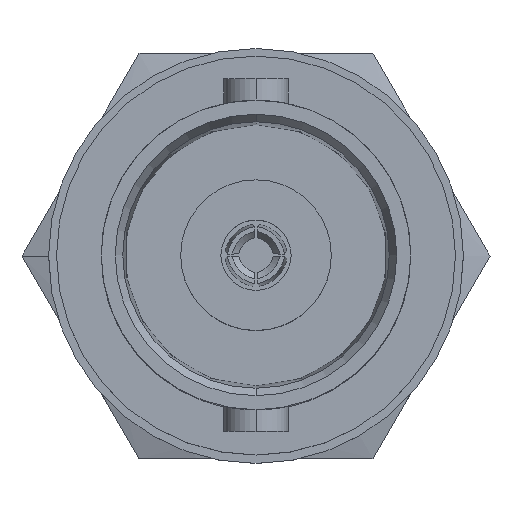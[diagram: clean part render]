
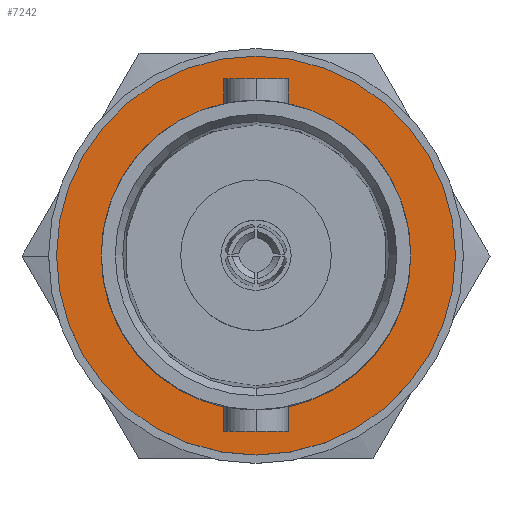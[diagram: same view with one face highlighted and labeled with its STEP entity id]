
A CAD part, top view. The second image highlights one B-rep face of the part: STEP entity #7242.
In plain terms, the highlighted planar face has unit normal (0, 0, 1).
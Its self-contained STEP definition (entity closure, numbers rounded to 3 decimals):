
#237 = EDGE_CURVE ( 'NONE', #10629, #2678, #7033, .T. ) ;
#247 = AXIS2_PLACEMENT_3D ( 'NONE', #11212, #11238, #10053 ) ;
#1300 = CARTESIAN_POINT ( 'NONE',  ( 0., 0., -10.8 ) ) ;
#1337 = CARTESIAN_POINT ( 'NONE',  ( -6.25, 0., -10.8 ) ) ;
#1492 = CARTESIAN_POINT ( 'NONE',  ( 4.85, 0., -10.8 ) ) ;
#2203 = AXIS2_PLACEMENT_3D ( 'NONE', #4763, #11281, #5701 ) ;
#2253 = ORIENTED_EDGE ( 'NONE', *, *, #10709, .F. ) ;
#2254 = DIRECTION ( 'NONE',  ( 1., 0., 0. ) ) ;
#2430 = PLANE ( 'NONE',  #6187 ) ;
#2678 = VERTEX_POINT ( 'NONE', #1492 ) ;
#3424 = DIRECTION ( 'NONE',  ( 0., 0., -1. ) ) ;
#3637 = CARTESIAN_POINT ( 'NONE',  ( 0., 0., -10.8 ) ) ;
#3826 = CIRCLE ( 'NONE', #4924, 4.85 ) ;
#3980 = EDGE_LOOP ( 'NONE', ( #6609, #7340 ) ) ;
#4581 = DIRECTION ( 'NONE',  ( 1., 0., 0. ) ) ;
#4763 = CARTESIAN_POINT ( 'NONE',  ( 0., 0., -10.8 ) ) ;
#4924 = AXIS2_PLACEMENT_3D ( 'NONE', #1300, #7856, #2254 ) ;
#5391 = EDGE_CURVE ( 'NONE', #6286, #7129, #7226, .T. ) ;
#5701 = DIRECTION ( 'NONE',  ( 1., 0., 0. ) ) ;
#5739 = EDGE_CURVE ( 'NONE', #2678, #10629, #3826, .T. ) ;
#6187 = AXIS2_PLACEMENT_3D ( 'NONE', #9024, #3424, #9971 ) ;
#6286 = VERTEX_POINT ( 'NONE', #12017 ) ;
#6609 = ORIENTED_EDGE ( 'NONE', *, *, #5739, .F. ) ;
#6741 = CIRCLE ( 'NONE', #2203, 6.25 ) ;
#7033 = CIRCLE ( 'NONE', #247, 4.85 ) ;
#7129 = VERTEX_POINT ( 'NONE', #1337 ) ;
#7226 = CIRCLE ( 'NONE', #7271, 6.25 ) ;
#7242 = ADVANCED_FACE ( 'NONE', ( #9060, #9365 ), #2430, .F. ) ;
#7271 = AXIS2_PLACEMENT_3D ( 'NONE', #3637, #10174, #4581 ) ;
#7320 = ORIENTED_EDGE ( 'NONE', *, *, #5391, .F. ) ;
#7340 = ORIENTED_EDGE ( 'NONE', *, *, #237, .F. ) ;
#7856 = DIRECTION ( 'NONE',  ( 0., 0., 1. ) ) ;
#9024 = CARTESIAN_POINT ( 'NONE',  ( 0., 6.25, -10.8 ) ) ;
#9060 = FACE_OUTER_BOUND ( 'NONE', #11372, .T. ) ;
#9365 = FACE_BOUND ( 'NONE', #3980, .T. ) ;
#9971 = DIRECTION ( 'NONE',  ( -1., 0., 0. ) ) ;
#10053 = DIRECTION ( 'NONE',  ( 1., 0., 0. ) ) ;
#10174 = DIRECTION ( 'NONE',  ( 0., 0., -1. ) ) ;
#10629 = VERTEX_POINT ( 'NONE', #11084 ) ;
#10709 = EDGE_CURVE ( 'NONE', #7129, #6286, #6741, .T. ) ;
#11084 = CARTESIAN_POINT ( 'NONE',  ( -4.85, 0., -10.8 ) ) ;
#11212 = CARTESIAN_POINT ( 'NONE',  ( 0., 0., -10.8 ) ) ;
#11238 = DIRECTION ( 'NONE',  ( 0., 0., 1. ) ) ;
#11281 = DIRECTION ( 'NONE',  ( 0., 0., -1. ) ) ;
#11372 = EDGE_LOOP ( 'NONE', ( #7320, #2253 ) ) ;
#12017 = CARTESIAN_POINT ( 'NONE',  ( 6.25, 0., -10.8 ) ) ;
